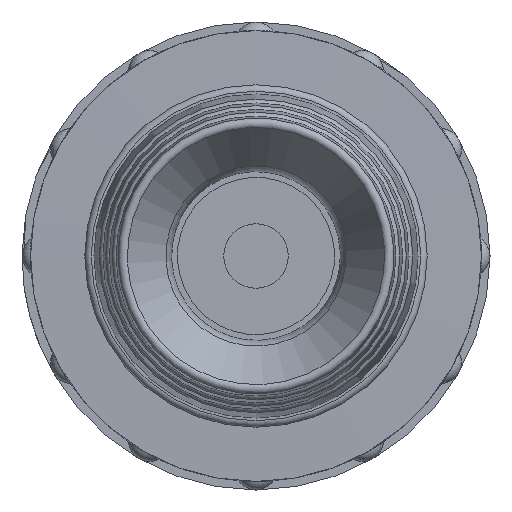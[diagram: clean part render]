
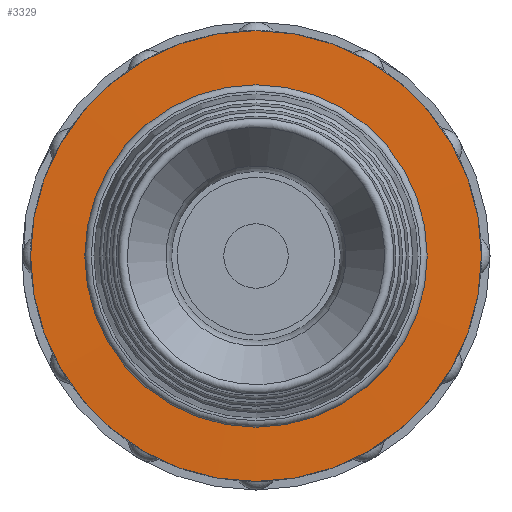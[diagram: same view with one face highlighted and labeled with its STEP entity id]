
A CAD part, front view. The second image highlights one B-rep face of the part: STEP entity #3329.
In plain terms, the highlighted conical face has half-angle 88.949 degrees and reference radius 54500 mm.
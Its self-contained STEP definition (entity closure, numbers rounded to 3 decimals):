
#52 = CARTESIAN_POINT ( 'NONE',  ( 0., 25.294, -38.5 ) ) ;
#838 = CIRCLE ( 'NONE', #3702, 38.5 ) ;
#849 = FACE_OUTER_BOUND ( 'NONE', #4229, .T. ) ;
#1051 = AXIS2_PLACEMENT_3D ( 'NONE', #5445, #1305, #1365 ) ;
#1222 = DIRECTION ( 'NONE',  ( 0., -1., 0. ) ) ;
#1305 = DIRECTION ( 'NONE',  ( 0., -1., 0. ) ) ;
#1351 = CARTESIAN_POINT ( 'NONE',  ( 0., 25.294, 0. ) ) ;
#1365 = DIRECTION ( 'NONE',  ( 0., 0., -1. ) ) ;
#1494 = AXIS2_PLACEMENT_3D ( 'NONE', #3497, #1222, #3946 ) ;
#2250 = DIRECTION ( 'NONE',  ( 0., 0., -1. ) ) ;
#2503 = EDGE_LOOP ( 'NONE', ( #5843 ) ) ;
#2590 = CONICAL_SURFACE ( 'NONE', #1051, 54500., 1.552 ) ;
#2809 = VERTEX_POINT ( 'NONE', #52 ) ;
#3259 = CARTESIAN_POINT ( 'NONE',  ( 0., 25.037, -52.5 ) ) ;
#3329 = ADVANCED_FACE ( 'NONE', ( #5750, #849 ), #2590, .T. ) ;
#3497 = CARTESIAN_POINT ( 'NONE',  ( 0., 25.037, 0. ) ) ;
#3681 = DIRECTION ( 'NONE',  ( 0., -1., 0. ) ) ;
#3702 = AXIS2_PLACEMENT_3D ( 'NONE', #1351, #3681, #2250 ) ;
#3946 = DIRECTION ( 'NONE',  ( 0., 0., -1. ) ) ;
#4041 = ORIENTED_EDGE ( 'NONE', *, *, #4376, .F. ) ;
#4229 = EDGE_LOOP ( 'NONE', ( #4041 ) ) ;
#4376 = EDGE_CURVE ( 'NONE', #5848, #5848, #5788, .T. ) ;
#5445 = CARTESIAN_POINT ( 'NONE',  ( 0., -974., 0. ) ) ;
#5550 = EDGE_CURVE ( 'NONE', #2809, #2809, #838, .T. ) ;
#5750 = FACE_BOUND ( 'NONE', #2503, .T. ) ;
#5788 = CIRCLE ( 'NONE', #1494, 52.5 ) ;
#5843 = ORIENTED_EDGE ( 'NONE', *, *, #5550, .T. ) ;
#5848 = VERTEX_POINT ( 'NONE', #3259 ) ;
